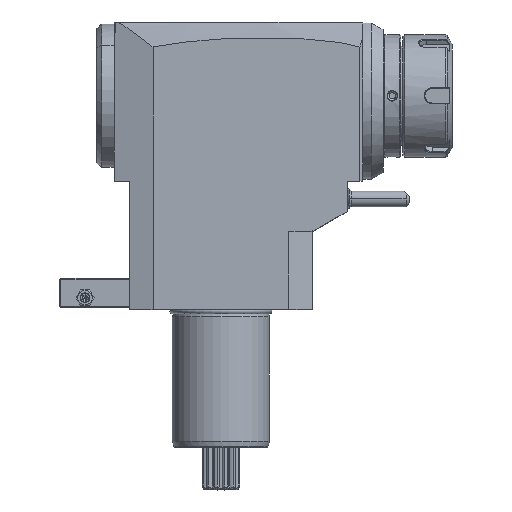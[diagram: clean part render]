
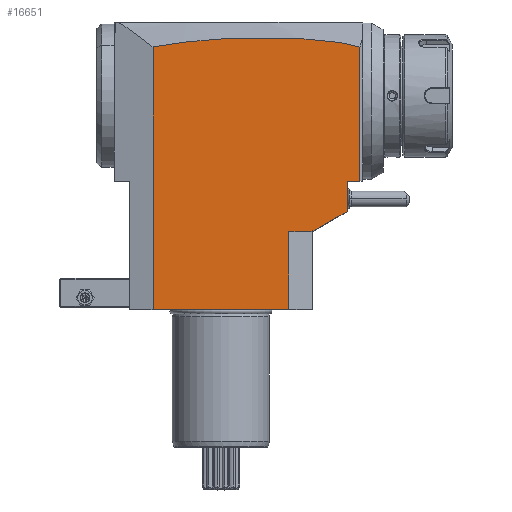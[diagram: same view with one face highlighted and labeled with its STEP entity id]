
A CAD part, top view. The second image highlights one B-rep face of the part: STEP entity #16651.
In plain terms, the highlighted planar face has unit normal (0, 0, 1).
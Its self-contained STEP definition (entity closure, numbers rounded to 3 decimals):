
#9=DIRECTION('',(-1.,0.,0.));
#10=VECTOR('',#9,70.);
#11=CARTESIAN_POINT('',(35.,0.,44.));
#12=LINE('',#11,#10);
#4732=DIRECTION('',(1.,0.,0.));
#4733=VECTOR('',#4732,11.);
#4734=CARTESIAN_POINT('',(35.,40.,44.));
#4735=LINE('',#4734,#4733);
#4748=DIRECTION('',(0.,1.,0.));
#4749=VECTOR('',#4748,40.);
#4750=CARTESIAN_POINT('',(35.,0.,44.));
#4751=LINE('',#4750,#4749);
#4780=DIRECTION('',(0.,-1.,0.));
#4781=VECTOR('',#4780,15.608);
#4782=CARTESIAN_POINT('',(65.,66.,44.));
#4783=LINE('',#4782,#4781);
#4784=DIRECTION('',(-0.866,-0.5,0.));
#4785=VECTOR('',#4784,20.785);
#4786=CARTESIAN_POINT('',(65.,50.392,44.));
#4787=LINE('',#4786,#4785);
#4788=DIRECTION('',(0.,1.,0.));
#4789=VECTOR('',#4788,0.577);
#4790=CARTESIAN_POINT('',(47.,40.,44.));
#4791=LINE('',#4790,#4789);
#4792=DIRECTION('',(0.866,0.5,0.));
#4793=VECTOR('',#4792,1.155);
#4794=CARTESIAN_POINT('',(46.,40.,44.));
#4795=LINE('',#4794,#4793);
#4796=DIRECTION('',(0.,1.,0.));
#4797=VECTOR('',#4796,135.17);
#4798=CARTESIAN_POINT('',(-35.,0.,44.));
#4799=LINE('',#4798,#4797);
#4800=CARTESIAN_POINT('',(71.5,135.054,44.));
#4801=CARTESIAN_POINT('',(71.181,135.166,44.));
#4802=CARTESIAN_POINT('',(70.511,135.389,44.));
#4803=CARTESIAN_POINT('',(69.399,135.724,44.));
#4804=CARTESIAN_POINT('',(68.214,136.046,44.));
#4805=CARTESIAN_POINT('',(66.975,136.353,44.));
#4806=CARTESIAN_POINT('',(65.712,136.639,44.));
#4807=CARTESIAN_POINT('',(64.378,136.917,44.));
#4808=CARTESIAN_POINT('',(62.914,137.196,44.));
#4809=CARTESIAN_POINT('',(61.265,137.484,44.));
#4810=CARTESIAN_POINT('',(59.376,137.782,44.));
#4811=CARTESIAN_POINT('',(57.236,138.085,44.));
#4812=CARTESIAN_POINT('',(54.833,138.386,44.));
#4813=CARTESIAN_POINT('',(52.134,138.684,44.));
#4814=CARTESIAN_POINT('',(49.058,138.975,44.));
#4815=CARTESIAN_POINT('',(45.532,139.255,44.));
#4816=CARTESIAN_POINT('',(41.554,139.509,44.));
#4817=CARTESIAN_POINT('',(37.127,139.723,44.));
#4818=CARTESIAN_POINT('',(32.428,139.878,44.));
#4819=CARTESIAN_POINT('',(27.576,139.968,44.));
#4820=CARTESIAN_POINT('',(22.568,139.991,44.));
#4821=CARTESIAN_POINT('',(17.445,139.945,44.));
#4822=CARTESIAN_POINT('',(12.283,139.829,44.));
#4823=CARTESIAN_POINT('',(7.109,139.646,44.));
#4824=CARTESIAN_POINT('',(1.896,139.391,44.));
#4825=CARTESIAN_POINT('',(-3.255,139.069,44.));
#4826=CARTESIAN_POINT('',(-8.113,138.697,44.));
#4827=CARTESIAN_POINT('',(-12.525,138.3,44.));
#4828=CARTESIAN_POINT('',(-16.623,137.879,44.));
#4829=CARTESIAN_POINT('',(-20.509,137.427,44.));
#4830=CARTESIAN_POINT('',(-24.293,136.933,44.));
#4831=CARTESIAN_POINT('',(-27.974,136.396,44.));
#4832=CARTESIAN_POINT('',(-31.55,135.813,44.));
#4833=CARTESIAN_POINT('',(-33.862,135.39,44.));
#4834=CARTESIAN_POINT('',(-35.,135.17,44.));
#4836=DIRECTION('',(0.,-1.,0.));
#4837=VECTOR('',#4836,69.054);
#4838=CARTESIAN_POINT('',(71.5,135.054,44.));
#4839=LINE('',#4838,#4837);
#4840=DIRECTION('',(1.,0.,0.));
#4841=VECTOR('',#4840,6.5);
#4842=CARTESIAN_POINT('',(65.,66.,44.));
#4843=LINE('',#4842,#4841);
#11825=VERTEX_POINT('',#4800);
#11826=VERTEX_POINT('',#4834);
#11838=CARTESIAN_POINT('',(71.5,66.,44.));
#11839=VERTEX_POINT('',#11838);
#11858=CARTESIAN_POINT('',(35.,40.,44.));
#11859=CARTESIAN_POINT('',(46.,40.,44.));
#11860=VERTEX_POINT('',#11858);
#11861=VERTEX_POINT('',#11859);
#12194=CARTESIAN_POINT('',(35.,0.,44.));
#12195=CARTESIAN_POINT('',(-35.,0.,44.));
#12196=VERTEX_POINT('',#12194);
#12197=VERTEX_POINT('',#12195);
#12208=CARTESIAN_POINT('',(65.,50.392,44.));
#12209=CARTESIAN_POINT('',(47.,40.,44.));
#12210=VERTEX_POINT('',#12208);
#12211=VERTEX_POINT('',#12209);
#12372=CARTESIAN_POINT('',(47.,40.577,44.));
#12374=VERTEX_POINT('',#12372);
#12442=CARTESIAN_POINT('',(65.,66.,44.));
#12443=VERTEX_POINT('',#12442);
#16629=CARTESIAN_POINT('',(-57.622,40.,44.));
#16630=DIRECTION('',(0.,0.,1.));
#16631=DIRECTION('',(1.,0.,0.));
#16632=AXIS2_PLACEMENT_3D('',#16629,#16630,#16631);
#16633=PLANE('',#16632);
#16635=ORIENTED_EDGE('',*,*,#16634,.F.);
#16637=ORIENTED_EDGE('',*,*,#16636,.T.);
#16638=ORIENTED_EDGE('',*,*,#16549,.T.);
#16640=ORIENTED_EDGE('',*,*,#16639,.T.);
#16642=ORIENTED_EDGE('',*,*,#16641,.F.);
#16643=ORIENTED_EDGE('',*,*,#16569,.F.);
#16644=ORIENTED_EDGE('',*,*,#16586,.F.);
#16645=ORIENTED_EDGE('',*,*,#12461,.T.);
#16646=ORIENTED_EDGE('',*,*,#12615,.T.);
#16647=ORIENTED_EDGE('',*,*,#13075,.F.);
#16648=ORIENTED_EDGE('',*,*,#13092,.T.);
#16649=EDGE_LOOP('',(#16635,#16637,#16638,#16640,#16642,#16643,#16644,#16645,
#16646,#16647,#16648));
#16650=FACE_OUTER_BOUND('',#16649,.F.);
#4835=B_SPLINE_CURVE_WITH_KNOTS('',3,(#4800,#4801,#4802,#4803,#4804,#4805,#4806,
#4807,#4808,#4809,#4810,#4811,#4812,#4813,#4814,#4815,#4816,#4817,#4818,#4819,
#4820,#4821,#4822,#4823,#4824,#4825,#4826,#4827,#4828,#4829,#4830,#4831,#4832,
#4833,#4834),.UNSPECIFIED.,.F.,.F.,(4,1,1,1,1,1,1,1,1,1,1,1,1,1,1,1,1,1,1,1,1,1,
1,1,1,1,1,1,1,1,1,1,4),(0.,0.031,0.063,0.094,0.125,0.156,
0.188,0.219,0.25,0.281,0.313,0.344,0.375,0.406,
0.438,0.469,0.5,0.531,0.563,0.594,0.625,0.656,
0.688,0.719,0.75,0.781,0.813,0.844,0.875,0.906,
0.938,0.969,1.),.UNSPECIFIED.);
#12461=EDGE_CURVE('',#12196,#12197,#12,.T.);
#12615=EDGE_CURVE('',#12197,#11826,#4799,.T.);
#13075=EDGE_CURVE('',#11825,#11826,#4835,.T.);
#13092=EDGE_CURVE('',#11825,#11839,#4839,.T.);
#16549=EDGE_CURVE('',#12210,#12211,#4787,.T.);
#16569=EDGE_CURVE('',#11860,#11861,#4735,.T.);
#16586=EDGE_CURVE('',#12196,#11860,#4751,.T.);
#16634=EDGE_CURVE('',#12443,#11839,#4843,.T.);
#16636=EDGE_CURVE('',#12443,#12210,#4783,.T.);
#16639=EDGE_CURVE('',#12211,#12374,#4791,.T.);
#16641=EDGE_CURVE('',#11861,#12374,#4795,.T.);
#16651=ADVANCED_FACE('',(#16650),#16633,.T.);
